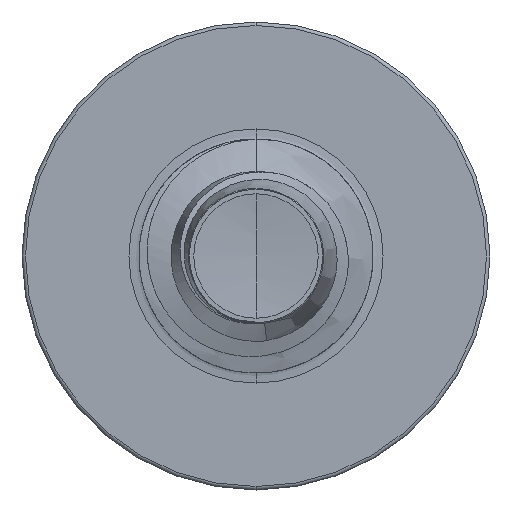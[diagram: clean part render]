
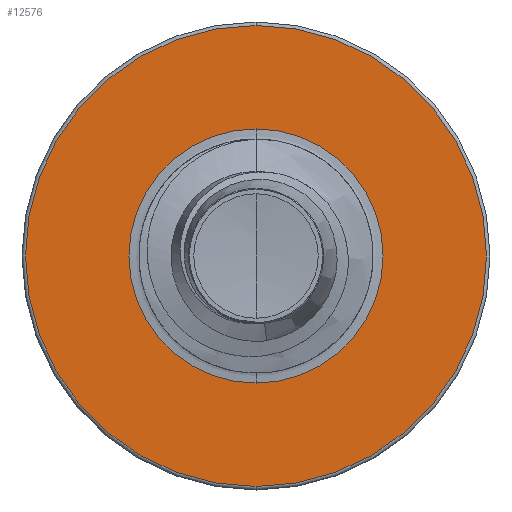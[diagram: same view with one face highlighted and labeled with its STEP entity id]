
A CAD part, front view. The second image highlights one B-rep face of the part: STEP entity #12576.
In plain terms, the highlighted planar face has unit normal (0, -1, 0).
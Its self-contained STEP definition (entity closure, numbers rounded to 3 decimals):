
#316 = EDGE_CURVE ( 'NONE', #4010, #8872, #14777, .T. ) ;
#1186 = ORIENTED_EDGE ( 'NONE', *, *, #1210, .F. ) ;
#1210 = EDGE_CURVE ( 'NONE', #8906, #16145, #17013, .T. ) ;
#1485 = AXIS2_PLACEMENT_3D ( 'NONE', #14052, #14046, #14039 ) ;
#1701 = ORIENTED_EDGE ( 'NONE', *, *, #8784, .T. ) ;
#2382 = EDGE_CURVE ( 'NONE', #16145, #8906, #3960, .T. ) ;
#3340 = CARTESIAN_POINT ( 'NONE',  ( 0., 7., 1.97 ) ) ;
#3346 = CARTESIAN_POINT ( 'NONE',  ( 0., 7., -1.086 ) ) ;
#3879 = DIRECTION ( 'NONE',  ( 0., 0., 1. ) ) ;
#3893 = DIRECTION ( 'NONE',  ( 0., 1., 0. ) ) ;
#3897 = CARTESIAN_POINT ( 'NONE',  ( 0., 7., 0. ) ) ;
#3960 = CIRCLE ( 'NONE', #16420, 1.97 ) ;
#4010 = VERTEX_POINT ( 'NONE', #5084 ) ;
#4186 = EDGE_LOOP ( 'NONE', ( #1186, #9305 ) ) ;
#4722 = DIRECTION ( 'NONE',  ( 0., 0., 1. ) ) ;
#4729 = DIRECTION ( 'NONE',  ( 0., 1., 0. ) ) ;
#4784 = CARTESIAN_POINT ( 'NONE',  ( 0., 7., 0. ) ) ;
#5084 = CARTESIAN_POINT ( 'NONE',  ( 0., 7., 1.086 ) ) ;
#5127 = AXIS2_PLACEMENT_3D ( 'NONE', #3897, #3893, #3879 ) ;
#5975 = CIRCLE ( 'NONE', #5127, 1.086 ) ;
#6662 = FACE_OUTER_BOUND ( 'NONE', #4186, .T. ) ;
#7909 = AXIS2_PLACEMENT_3D ( 'NONE', #16461, #16452, #16436 ) ;
#8784 = EDGE_CURVE ( 'NONE', #8872, #4010, #5975, .T. ) ;
#8872 = VERTEX_POINT ( 'NONE', #3346 ) ;
#8906 = VERTEX_POINT ( 'NONE', #3340 ) ;
#9305 = ORIENTED_EDGE ( 'NONE', *, *, #2382, .F. ) ;
#10480 = DIRECTION ( 'NONE',  ( 0., 0., 1. ) ) ;
#10483 = DIRECTION ( 'NONE',  ( 0., 1., 0. ) ) ;
#10496 = CARTESIAN_POINT ( 'NONE',  ( 0., 7., 0. ) ) ;
#12576 = ADVANCED_FACE ( 'NONE', ( #6662, #16479 ), #16548, .F. ) ;
#12785 = ORIENTED_EDGE ( 'NONE', *, *, #316, .T. ) ;
#12800 = EDGE_LOOP ( 'NONE', ( #12785, #1701 ) ) ;
#14039 = DIRECTION ( 'NONE',  ( 0., 0., 1. ) ) ;
#14046 = DIRECTION ( 'NONE',  ( 0., 1., 0. ) ) ;
#14052 = CARTESIAN_POINT ( 'NONE',  ( 0., 7., 0. ) ) ;
#14777 = CIRCLE ( 'NONE', #1485, 1.086 ) ;
#16145 = VERTEX_POINT ( 'NONE', #16736 ) ;
#16420 = AXIS2_PLACEMENT_3D ( 'NONE', #10496, #10483, #10480 ) ;
#16436 = DIRECTION ( 'NONE',  ( 0., 0., 1. ) ) ;
#16452 = DIRECTION ( 'NONE',  ( 0., 1., 0. ) ) ;
#16461 = CARTESIAN_POINT ( 'NONE',  ( 0., 7., -1.086 ) ) ;
#16479 = FACE_BOUND ( 'NONE', #12800, .T. ) ;
#16548 = PLANE ( 'NONE',  #7909 ) ;
#16736 = CARTESIAN_POINT ( 'NONE',  ( 0., 7., -1.97 ) ) ;
#16831 = AXIS2_PLACEMENT_3D ( 'NONE', #4784, #4729, #4722 ) ;
#17013 = CIRCLE ( 'NONE', #16831, 1.97 ) ;
